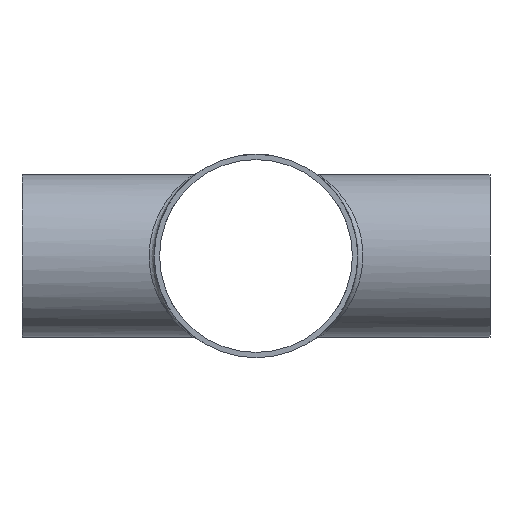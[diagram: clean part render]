
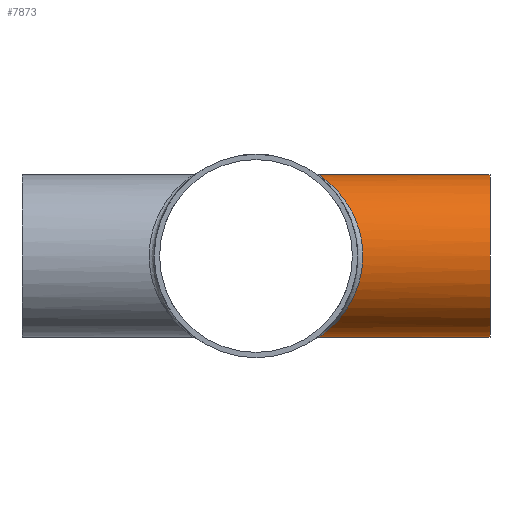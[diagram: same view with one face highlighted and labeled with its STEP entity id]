
A CAD part, left-side view. The second image highlights one B-rep face of the part: STEP entity #7873.
In plain terms, the highlighted cylindrical face has radius 25.4 mm (diameter 50.8 mm), a full revolution.
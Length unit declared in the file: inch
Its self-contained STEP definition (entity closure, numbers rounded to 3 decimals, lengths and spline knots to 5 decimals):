
#152=FACE_BOUND('',#1447,.T.);
#978=FACE_OUTER_BOUND('',#1446,.T.);
#1446=EDGE_LOOP('',(#7355));
#1447=EDGE_LOOP('',(#7356));
#1861=B_SPLINE_CURVE_WITH_KNOTS('',3,(#17367,#17368,#17369,#17370,#17371,
#17372,#17373,#17374,#17375,#17376,#17377,#17378,#17379,#17380,#17381,#17382,
#17383,#17384,#17385,#17386,#17387,#17388,#17389,#17390,#17391,#17392,#17393,
#17394,#17395,#17396,#17397,#17398,#17399,#17400),.UNSPECIFIED.,.T.,.F.,
(4,1,1,1,1,1,1,1,1,1,1,1,1,1,1,1,1,1,1,1,1,1,1,1,1,1,1,1,1,1,1,4),(0.,0.29302,
0.58604,1.17208,1.75812,2.34417,3.12555,
3.51625,3.90694,4.29764,4.68833,5.46972,
6.25111,7.0325,7.42319,7.81388,8.20458,
8.59527,8.98597,9.37666,10.15805,10.93944,
11.72083,12.30687,12.89291,13.47895,14.06499,
14.65103,15.23707,15.82312,16.11614,16.40916),
 .UNSPECIFIED.);
#3086=CIRCLE('',#8322,1.);
#3865=VERTEX_POINT('',#17365);
#3866=VERTEX_POINT('',#17403);
#5032=EDGE_CURVE('',#3865,#3865,#1861,.T.);
#5033=EDGE_CURVE('',#3866,#3866,#3086,.T.);
#7355=ORIENTED_EDGE('',*,*,#5033,.F.);
#7356=ORIENTED_EDGE('',*,*,#5032,.F.);
#7417=CYLINDRICAL_SURFACE('',#8321,1.);
#7873=ADVANCED_FACE('',(#978,#152),#7417,.T.);
#8321=AXIS2_PLACEMENT_3D('',#17402,#9763,#9764);
#8322=AXIS2_PLACEMENT_3D('',#17404,#9765,#9766);
#9763=DIRECTION('center_axis',(0.,1.,0.));
#9764=DIRECTION('ref_axis',(1.,0.,0.));
#9765=DIRECTION('center_axis',(0.,-1.,0.));
#9766=DIRECTION('ref_axis',(1.,0.,0.));
#17365=CARTESIAN_POINT('',(0.,-0.77055,-1.));
#17367=CARTESIAN_POINT('Ctrl Pts',(0.,-0.77055,
-1.));
#17368=CARTESIAN_POINT('Ctrl Pts',(-0.03971,-0.77055,
-1.));
#17369=CARTESIAN_POINT('Ctrl Pts',(-0.11913,-0.77758,
-0.99525));
#17370=CARTESIAN_POINT('Ctrl Pts',(-0.27197,-0.81686,
-0.96759));
#17371=CARTESIAN_POINT('Ctrl Pts',(-0.44538,-0.89876,
-0.90395));
#17372=CARTESIAN_POINT('Ctrl Pts',(-0.62535,-1.01462,
-0.78981));
#17373=CARTESIAN_POINT('Ctrl Pts',(-0.79522,-1.14154,
-0.62372));
#17374=CARTESIAN_POINT('Ctrl Pts',(-0.91163,-1.23737,
-0.43265));
#17375=CARTESIAN_POINT('Ctrl Pts',(-0.97592,-1.29179,
-0.23622));
#17376=CARTESIAN_POINT('Ctrl Pts',(-1.00104,-1.31342,
-0.07985));
#17377=CARTESIAN_POINT('Ctrl Pts',(-1.00103,-1.31336,
0.07983));
#17378=CARTESIAN_POINT('Ctrl Pts',(-0.96754,-1.28468,
0.28859));
#17379=CARTESIAN_POINT('Ctrl Pts',(-0.86798,-1.20027,
0.52544));
#17380=CARTESIAN_POINT('Ctrl Pts',(-0.68288,-1.05458,
0.74845));
#17381=CARTESIAN_POINT('Ctrl Pts',(-0.48789,-0.92291,
0.88207));
#17382=CARTESIAN_POINT('Ctrl Pts',(-0.30725,-0.83297,
0.95553));
#17383=CARTESIAN_POINT('Ctrl Pts',(-0.15883,-0.78338,
0.99141));
#17384=CARTESIAN_POINT('Ctrl Pts',(0.00001,-0.76408,
1.00431));
#17385=CARTESIAN_POINT('Ctrl Pts',(0.15881,-0.78338,
0.99142));
#17386=CARTESIAN_POINT('Ctrl Pts',(0.30728,-0.83296,
0.95552));
#17387=CARTESIAN_POINT('Ctrl Pts',(0.4879,-0.92294,
0.88206));
#17388=CARTESIAN_POINT('Ctrl Pts',(0.68291,-1.05453,
0.74844));
#17389=CARTESIAN_POINT('Ctrl Pts',(0.868,-1.20032,0.52546));
#17390=CARTESIAN_POINT('Ctrl Pts',(0.97754,-1.29313,0.26486));
#17391=CARTESIAN_POINT('Ctrl Pts',(1.00965,-1.32083,-0.00006));
#17392=CARTESIAN_POINT('Ctrl Pts',(0.98074,-1.29587,
-0.23827));
#17393=CARTESIAN_POINT('Ctrl Pts',(0.89977,-1.22728,
-0.45542));
#17394=CARTESIAN_POINT('Ctrl Pts',(0.77826,-1.12885,
-0.64024));
#17395=CARTESIAN_POINT('Ctrl Pts',(0.6253,-1.01459,
-0.78989));
#17396=CARTESIAN_POINT('Ctrl Pts',(0.44537,-0.89875,
-0.90393));
#17397=CARTESIAN_POINT('Ctrl Pts',(0.27197,-0.81686,
-0.9676));
#17398=CARTESIAN_POINT('Ctrl Pts',(0.11913,-0.77758,
-0.99524));
#17399=CARTESIAN_POINT('Ctrl Pts',(0.03971,-0.77055,
-1.));
#17400=CARTESIAN_POINT('Ctrl Pts',(0.,-0.77055,
-1.));
#17402=CARTESIAN_POINT('Origin',(0.,-2.875,0.));
#17403=CARTESIAN_POINT('',(-1.,-2.875,0.));
#17404=CARTESIAN_POINT('Origin',(0.,-2.875,0.));
